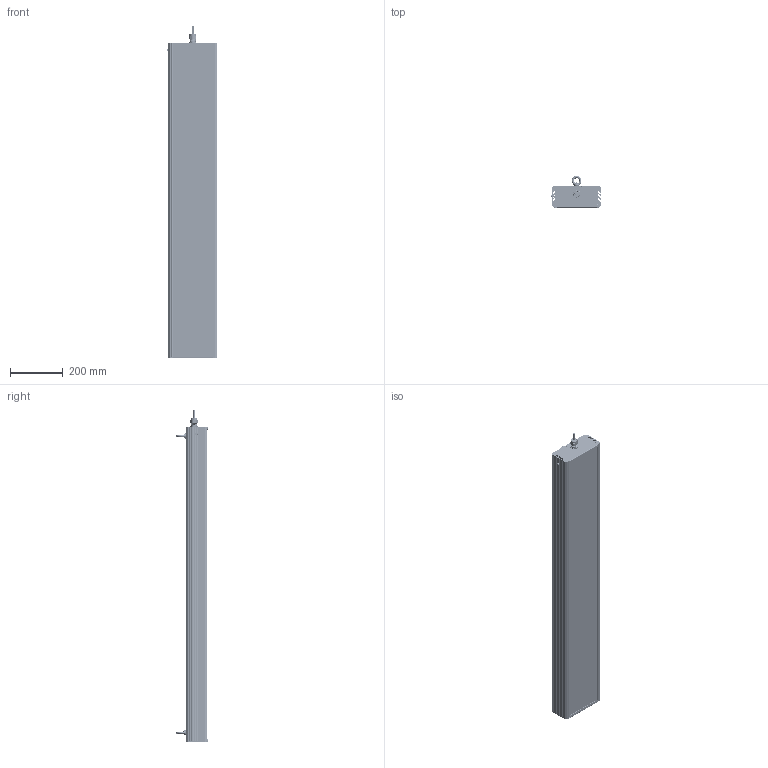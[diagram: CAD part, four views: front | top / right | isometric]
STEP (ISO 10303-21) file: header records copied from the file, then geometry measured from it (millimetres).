
FILE_DESCRIPTION(('STEP AP214'), '1');
FILE_NAME('001.0096.46.000 - ÃÑÏ-Ýêñòðà-Îïòèê-2Åõ-240', '', ('UNSPECIFIED'), ('UNSPECIFIED'), 'C3D Converter', 'C3D Toolkit', '');
FILE_SCHEMA(('AUTOMOTIVE_DESIGN { 1 0 10303 214 3 1 1}'));
Length unit declared in the file: millimetre
Products named in the file (29): 001.0096.46.000; 001.0065.02.000
Assembly tree (74 placements, depth 4):
  001.0096.46.000
    (unnamed)
      (unnamed)
      (unnamed)
      (unnamed)
      (unnamed)
      (unnamed)
      (unnamed)
      (unnamed)
      (unnamed)  x6
      (unnamed)  x6
      (unnamed)
      (unnamed)
      (unnamed)  x24
        (unnamed)
        (unnamed)
        (unnamed)
        (unnamed)
        (unnamed)
        (unnamed)
        (unnamed)
        (unnamed)
        (unnamed)
        (unnamed)
      (unnamed)
        (unnamed)
    001.0065.02.000  x2
      (unnamed)
      (unnamed)
Bounding box: 192.43 x 121.6 x 1264 mm (x, y, z)
Volume: 3921614.4 mm3; surface area: 2883763 mm2
Topology: 819 solids, 819 shells, 10229 faces, 22307 edges, 14844 vertices
Faces by surface type: plane 7534, cylinder 2180, bspline 395, cone 91, sphere 24, torus 5
Full cylindrical faces by diameter (mm): 1 x24, 2 x48, 2.5 x96, 2.8 x600, 3.2 x24, 3.5 x144, 4 x13, 5 x2, 6 x3, 7 x2, 8 x12, 9 x312, 10 x1, 12.5 x1, 13 x1, 16 x1, 17 x1, 18 x1, 18.5 x1, 19 x1, 20 x1, 21.5 x1, 22 x2, 25.5 x1
Entity records: 82550 total; most frequent: CARTESIAN_POINT 44015, DIRECTION 6692, ORIENTED_EDGE 5678, EDGE_CURVE 2839, AXIS2_PLACEMENT_3D 2392, VERTEX_POINT 1971, LINE 1908, VECTOR 1908
